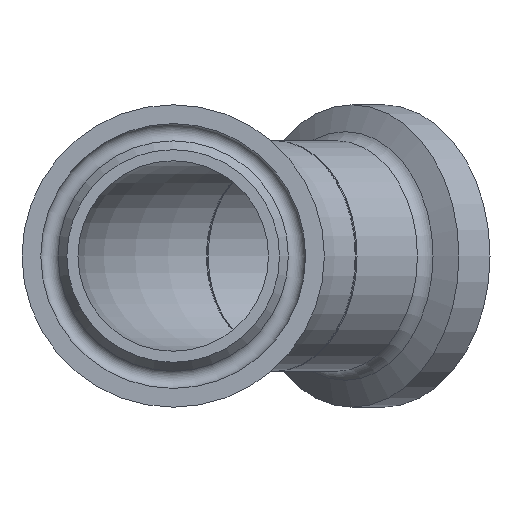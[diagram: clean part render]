
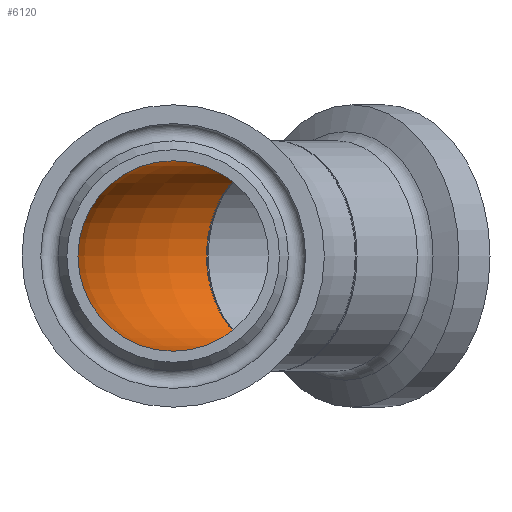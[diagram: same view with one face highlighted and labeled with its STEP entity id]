
A CAD part, front view. The second image highlights one B-rep face of the part: STEP entity #6120.
In plain terms, the highlighted toroidal (fillet/blend) face has major radius 28.575 mm and minor radius 7.874 mm.
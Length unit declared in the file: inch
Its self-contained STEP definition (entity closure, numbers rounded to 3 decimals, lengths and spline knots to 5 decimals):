
#53=CIRCLE('',#6354,0.31);
#54=CIRCLE('',#6355,0.31);
#117=FACE_BOUND('',#1761,.T.);
#1349=FACE_OUTER_BOUND('',#1760,.T.);
#1760=EDGE_LOOP('',(#5672));
#1761=EDGE_LOOP('',(#5673));
#2963=VERTEX_POINT('',#13669);
#2964=VERTEX_POINT('',#13671);
#3869=EDGE_CURVE('',#2963,#2963,#53,.T.);
#3870=EDGE_CURVE('',#2964,#2964,#54,.T.);
#5672=ORIENTED_EDGE('',*,*,#3869,.F.);
#5673=ORIENTED_EDGE('',*,*,#3870,.F.);
#5722=TOROIDAL_SURFACE('',#6353,1.125,0.31);
#6120=ADVANCED_FACE('',(#1349,#117),#5722,.F.);
#6353=AXIS2_PLACEMENT_3D('',#13668,#7105,#7106);
#6354=AXIS2_PLACEMENT_3D('',#13670,#7107,#7108);
#6355=AXIS2_PLACEMENT_3D('',#13672,#7109,#7110);
#7105=DIRECTION('center_axis',(0.,0.,-1.));
#7106=DIRECTION('ref_axis',(-1.,0.,0.));
#7107=DIRECTION('center_axis',(-0.707,-0.707,0.));
#7108=DIRECTION('ref_axis',(-0.707,0.707,0.));
#7109=DIRECTION('center_axis',(0.,1.,0.));
#7110=DIRECTION('ref_axis',(-1.,0.,0.));
#13668=CARTESIAN_POINT('Origin',(1.125,0.,0.));
#13669=CARTESIAN_POINT('',(0.54871,0.57629,0.));
#13670=CARTESIAN_POINT('Origin',(0.3295,0.7955,0.));
#13671=CARTESIAN_POINT('',(0.31,0.,0.));
#13672=CARTESIAN_POINT('Origin',(0.,0.,0.));
